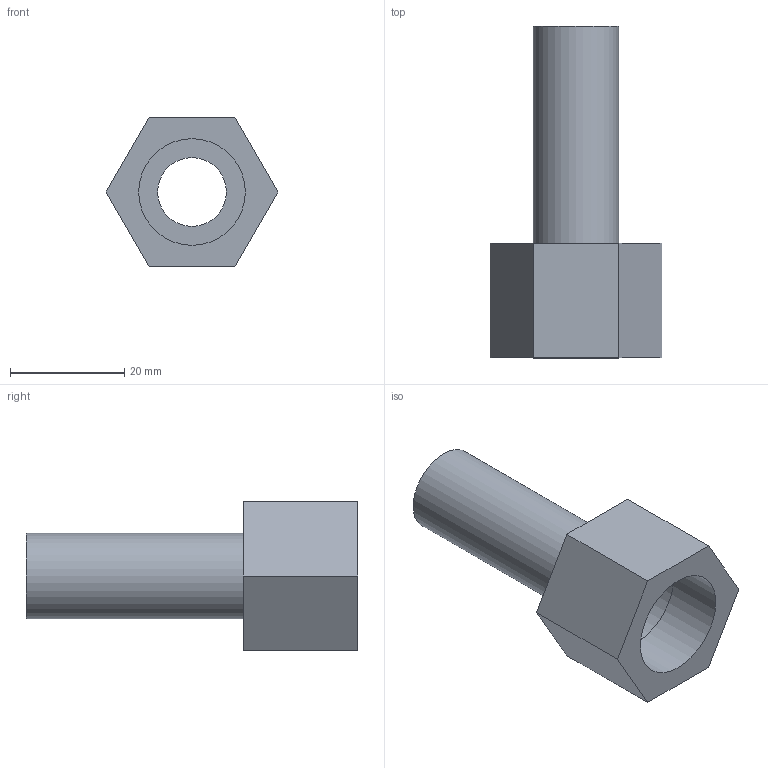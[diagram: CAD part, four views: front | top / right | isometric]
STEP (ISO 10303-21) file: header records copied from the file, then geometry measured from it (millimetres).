
FILE_DESCRIPTION( ( 'Unknown' ), '1' );
FILE_NAME( 'F26R1-2DN15.stp', 'Unknown', ( 'Unknown' ), ( 'Unknown' ), 'PSStep 14.0', 'Unknown', ' ' );
FILE_SCHEMA( ( 'AUTOMOTIVE_DESIGN { 1 0 10303 214 1 1 1 1 }' ) );
Length unit declared in the file: millimetre
Products named in the file (1): 1
Bounding box: 30.02 x 58 x 26 mm (x, y, z)
Volume: 9676.1 mm3; surface area: 7009 mm2
Topology: 1 solids, 1 shells, 14 faces, 30 edges, 20 vertices
Faces by surface type: plane 10, cylinder 4
Full cylindrical faces by diameter (mm): 12 x1, 15 x1, 18.631 x2
Entity records: 484 total; most frequent: DIRECTION 62, CARTESIAN_POINT 59, ORIENTED_EDGE 50, EDGE_CURVE 25, AXIS2_PLACEMENT_3D 22, EDGE_LOOP 22, VERTEX_POINT 19, FACE_OUTER_BOUND 18
